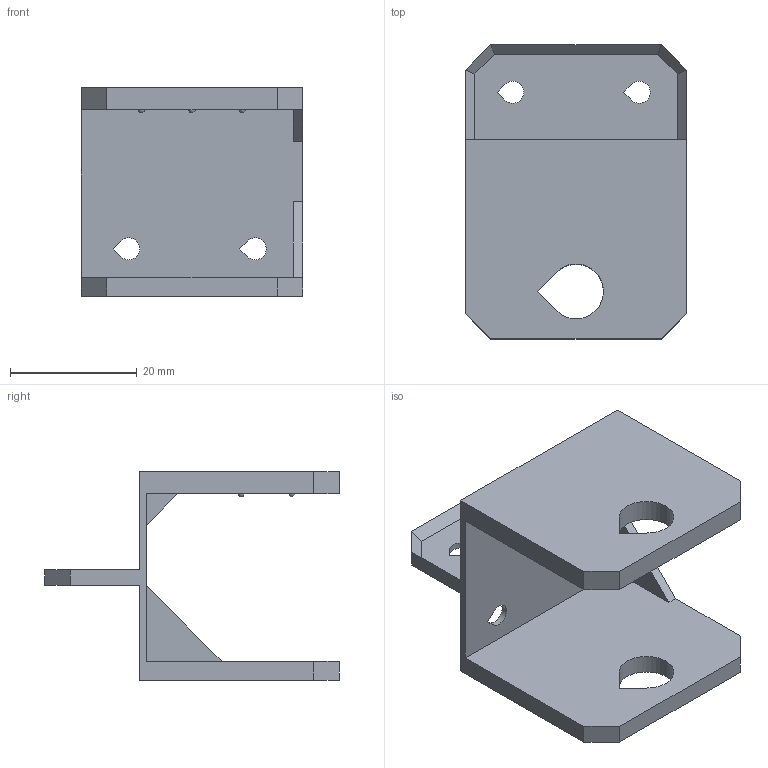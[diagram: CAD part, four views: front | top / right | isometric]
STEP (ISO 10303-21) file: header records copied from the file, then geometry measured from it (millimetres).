
FILE_DESCRIPTION(/* description */ (''),/* implementation_level */ '2;1');
FILE_NAME(/* name */ 'Bracket 3.step',/* time_stamp */ '2022-06-10T09:51:14-07:00',/* author */ (''),/* organization */ (''),/* preprocessor_version */ 'ST-DEVELOPER v19',/* originating_system */ 'Autodesk Translation Framework v11.7.0.108',/* authorisation */ '');
FILE_SCHEMA (('AUTOMOTIVE_DESIGN { 1 0 10303 214 3 1 1 }'));
Length unit declared in the file: millimetre
Products named in the file (1): Bracket 4
Bounding box: 35 x 46.5 x 33 mm (x, y, z)
Volume: 8243.1 mm3; surface area: 8244.3 mm2
Topology: 1 solids, 1 shells, 50 faces, 140 edges, 92 vertices
Faces by surface type: plane 41, cylinder 6, sphere 3
Entity records: 1632 total; most frequent: CARTESIAN_POINT 280, ORIENTED_EDGE 274, DIRECTION 257, EDGE_CURVE 137, LINE 119, VECTOR 119, VERTEX_POINT 92, AXIS2_PLACEMENT_3D 69
